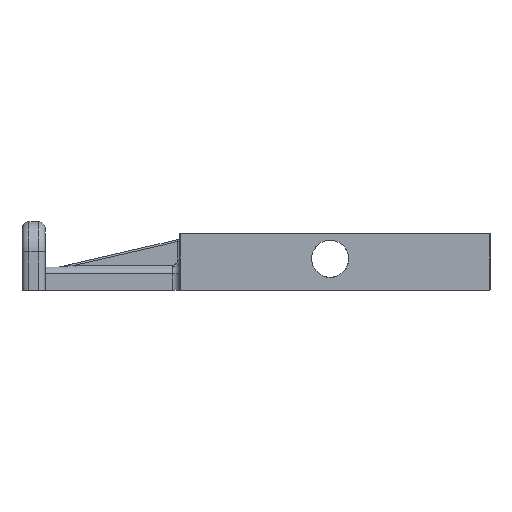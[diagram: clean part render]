
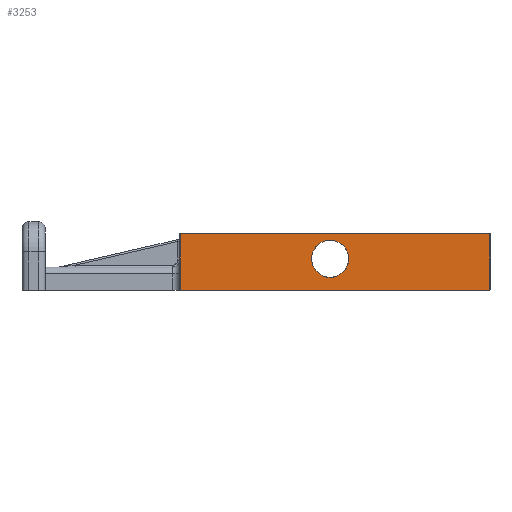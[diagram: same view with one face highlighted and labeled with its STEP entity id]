
A CAD part, left-side view. The second image highlights one B-rep face of the part: STEP entity #3253.
In plain terms, the highlighted planar face has unit normal (-1, 0, 0).
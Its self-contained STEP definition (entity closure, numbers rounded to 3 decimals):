
#139 = VERTEX_POINT ( 'NONE', #9704 ) ;
#187 = LINE ( 'NONE', #8146, #3017 ) ;
#191 = CARTESIAN_POINT ( 'NONE',  ( -80., -5., 11.55 ) ) ;
#219 = CARTESIAN_POINT ( 'NONE',  ( -80., -5., 11.55 ) ) ;
#330 = FACE_OUTER_BOUND ( 'NONE', #10687, .T. ) ;
#443 = VERTEX_POINT ( 'NONE', #5180 ) ;
#453 = FACE_BOUND ( 'NONE', #1797, .T. ) ;
#497 = ORIENTED_EDGE ( 'NONE', *, *, #8169, .T. ) ;
#630 = CARTESIAN_POINT ( 'NONE',  ( -80., -73.8, -2. ) ) ;
#768 = AXIS2_PLACEMENT_3D ( 'NONE', #191, #2066, #7333 ) ;
#787 = AXIS2_PLACEMENT_3D ( 'NONE', #3143, #6645, #7637 ) ;
#937 = AXIS2_PLACEMENT_3D ( 'NONE', #219, #3900, #10150 ) ;
#1007 = DIRECTION ( 'NONE',  ( 0., 0., 1. ) ) ;
#1198 = ORIENTED_EDGE ( 'NONE', *, *, #6637, .F. ) ;
#1797 = EDGE_LOOP ( 'NONE', ( #9237, #497 ) ) ;
#1858 = EDGE_CURVE ( 'NONE', #3438, #443, #7699, .T. ) ;
#2059 = CARTESIAN_POINT ( 'NONE',  ( -80., 59.8, 22.3 ) ) ;
#2066 = DIRECTION ( 'NONE',  ( 1., 0., 0. ) ) ;
#2195 = VERTEX_POINT ( 'NONE', #10473 ) ;
#2202 = CARTESIAN_POINT ( 'NONE',  ( -80., 59.8, 5. ) ) ;
#2323 = DIRECTION ( 'NONE',  ( 0., 0., -1. ) ) ;
#2723 = DIRECTION ( 'NONE',  ( 0., 1., 0. ) ) ;
#3017 = VECTOR ( 'NONE', #1007, 1000. ) ;
#3089 = PLANE ( 'NONE',  #787 ) ;
#3143 = CARTESIAN_POINT ( 'NONE',  ( -80., -74., 5. ) ) ;
#3178 = VECTOR ( 'NONE', #6385, 1000. ) ;
#3253 = ADVANCED_FACE ( 'NONE', ( #453, #330 ), #3089, .F. ) ;
#3268 = ORIENTED_EDGE ( 'NONE', *, *, #6668, .T. ) ;
#3438 = VERTEX_POINT ( 'NONE', #2059 ) ;
#3490 = ORIENTED_EDGE ( 'NONE', *, *, #7804, .T. ) ;
#3639 = LINE ( 'NONE', #5500, #3178 ) ;
#3728 = VECTOR ( 'NONE', #2723, 1000. ) ;
#3900 = DIRECTION ( 'NONE',  ( 1., 0., 0. ) ) ;
#5180 = CARTESIAN_POINT ( 'NONE',  ( -80., 59.8, -2. ) ) ;
#5500 = CARTESIAN_POINT ( 'NONE',  ( -80., 60., -2. ) ) ;
#6149 = VECTOR ( 'NONE', #2323, 1000. ) ;
#6180 = CIRCLE ( 'NONE', #768, 8. ) ;
#6385 = DIRECTION ( 'NONE',  ( 0., 1., 0. ) ) ;
#6637 = EDGE_CURVE ( 'NONE', #10227, #443, #3639, .T. ) ;
#6645 = DIRECTION ( 'NONE',  ( 1., 0., 0. ) ) ;
#6668 = EDGE_CURVE ( 'NONE', #11087, #3438, #7209, .T. ) ;
#6806 = CARTESIAN_POINT ( 'NONE',  ( -80., -73.8, 22.3 ) ) ;
#7209 = LINE ( 'NONE', #10702, #3728 ) ;
#7333 = DIRECTION ( 'NONE',  ( 0., 0., -1. ) ) ;
#7551 = EDGE_CURVE ( 'NONE', #2195, #139, #11022, .T. ) ;
#7637 = DIRECTION ( 'NONE',  ( 0., 0., -1. ) ) ;
#7699 = LINE ( 'NONE', #2202, #6149 ) ;
#7804 = EDGE_CURVE ( 'NONE', #10227, #11087, #187, .T. ) ;
#8146 = CARTESIAN_POINT ( 'NONE',  ( -80., -73.8, 5. ) ) ;
#8169 = EDGE_CURVE ( 'NONE', #139, #2195, #6180, .T. ) ;
#9237 = ORIENTED_EDGE ( 'NONE', *, *, #7551, .T. ) ;
#9704 = CARTESIAN_POINT ( 'NONE',  ( -80., -5., 19.55 ) ) ;
#10016 = ORIENTED_EDGE ( 'NONE', *, *, #1858, .T. ) ;
#10150 = DIRECTION ( 'NONE',  ( 0., 0., -1. ) ) ;
#10227 = VERTEX_POINT ( 'NONE', #630 ) ;
#10473 = CARTESIAN_POINT ( 'NONE',  ( -80., -5., 3.55 ) ) ;
#10687 = EDGE_LOOP ( 'NONE', ( #3268, #10016, #1198, #3490 ) ) ;
#10702 = CARTESIAN_POINT ( 'NONE',  ( -80., 60., 22.3 ) ) ;
#11022 = CIRCLE ( 'NONE', #937, 8. ) ;
#11087 = VERTEX_POINT ( 'NONE', #6806 ) ;
